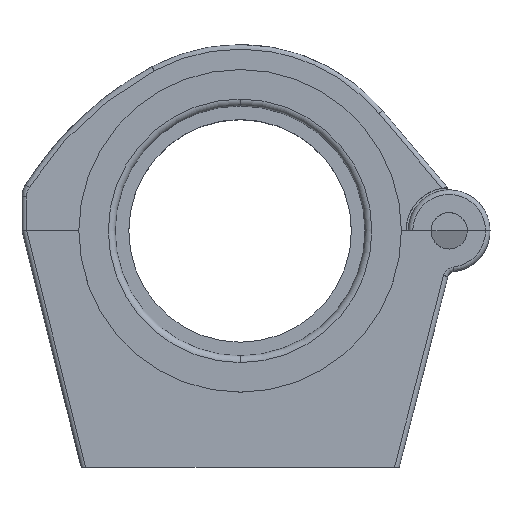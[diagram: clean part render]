
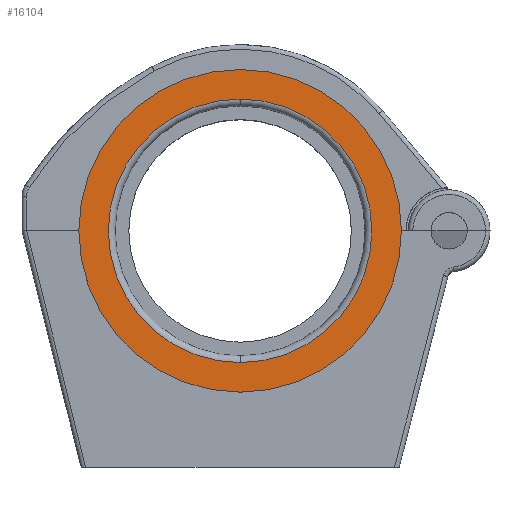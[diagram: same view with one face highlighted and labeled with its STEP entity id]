
A CAD part, top view. The second image highlights one B-rep face of the part: STEP entity #16104.
In plain terms, the highlighted planar face has unit normal (0, 0, 1).
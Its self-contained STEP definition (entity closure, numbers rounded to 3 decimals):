
#167 = CARTESIAN_POINT ( 'NONE',  ( 0., 16.5, 19.454 ) ) ;
#1475 = AXIS2_PLACEMENT_3D ( 'NONE', #33799, #7149, #27975 ) ;
#1820 = CARTESIAN_POINT ( 'NONE',  ( 0., 52., 19.454 ) ) ;
#3664 = CIRCLE ( 'NONE', #5002, 29. ) ;
#4035 = EDGE_LOOP ( 'NONE', ( #26074, #35497 ) ) ;
#4151 = PLANE ( 'NONE',  #1475 ) ;
#4791 = DIRECTION ( 'NONE',  ( 0., -1., 0. ) ) ;
#5002 = AXIS2_PLACEMENT_3D ( 'NONE', #17118, #37935, #20112 ) ;
#6542 = CIRCLE ( 'NONE', #26899, 35.5 ) ;
#7149 = DIRECTION ( 'NONE',  ( 0., 0., 1. ) ) ;
#7337 = AXIS2_PLACEMENT_3D ( 'NONE', #14924, #35748, #17931 ) ;
#7704 = EDGE_CURVE ( 'NONE', #29177, #22812, #13327, .T. ) ;
#9001 = CARTESIAN_POINT ( 'NONE',  ( 0., 81., 19.454 ) ) ;
#10989 = CARTESIAN_POINT ( 'NONE',  ( 0., 52., 19.454 ) ) ;
#12085 = CARTESIAN_POINT ( 'NONE',  ( 0., 23., 19.454 ) ) ;
#12817 = EDGE_LOOP ( 'NONE', ( #29734, #35954 ) ) ;
#13327 = CIRCLE ( 'NONE', #7337, 29. ) ;
#13988 = DIRECTION ( 'NONE',  ( 0., -1., 0. ) ) ;
#14924 = CARTESIAN_POINT ( 'NONE',  ( 0., 52., 19.454 ) ) ;
#16104 = ADVANCED_FACE ( 'NONE', ( #35504, #27587 ), #4151, .T. ) ;
#16940 = VERTEX_POINT ( 'NONE', #36193 ) ;
#17118 = CARTESIAN_POINT ( 'NONE',  ( 0., 52., 19.454 ) ) ;
#17931 = DIRECTION ( 'NONE',  ( 0., -1., 0. ) ) ;
#18162 = AXIS2_PLACEMENT_3D ( 'NONE', #10989, #31798, #13988 ) ;
#19422 = EDGE_CURVE ( 'NONE', #16940, #34906, #6542, .T. ) ;
#19922 = EDGE_CURVE ( 'NONE', #34906, #16940, #28870, .T. ) ;
#20112 = DIRECTION ( 'NONE',  ( 0., -1., 0. ) ) ;
#22653 = DIRECTION ( 'NONE',  ( 0., 0., 1. ) ) ;
#22812 = VERTEX_POINT ( 'NONE', #9001 ) ;
#23677 = EDGE_CURVE ( 'NONE', #22812, #29177, #3664, .T. ) ;
#26074 = ORIENTED_EDGE ( 'NONE', *, *, #19922, .T. ) ;
#26899 = AXIS2_PLACEMENT_3D ( 'NONE', #1820, #22653, #4791 ) ;
#27587 = FACE_BOUND ( 'NONE', #12817, .T. ) ;
#27975 = DIRECTION ( 'NONE',  ( 0., -1., 0. ) ) ;
#28870 = CIRCLE ( 'NONE', #18162, 35.5 ) ;
#29177 = VERTEX_POINT ( 'NONE', #12085 ) ;
#29734 = ORIENTED_EDGE ( 'NONE', *, *, #7704, .F. ) ;
#31798 = DIRECTION ( 'NONE',  ( 0., 0., 1. ) ) ;
#33799 = CARTESIAN_POINT ( 'NONE',  ( 29., 52., 19.454 ) ) ;
#34906 = VERTEX_POINT ( 'NONE', #167 ) ;
#35497 = ORIENTED_EDGE ( 'NONE', *, *, #19422, .T. ) ;
#35504 = FACE_OUTER_BOUND ( 'NONE', #4035, .T. ) ;
#35748 = DIRECTION ( 'NONE',  ( 0., 0., 1. ) ) ;
#35954 = ORIENTED_EDGE ( 'NONE', *, *, #23677, .F. ) ;
#36193 = CARTESIAN_POINT ( 'NONE',  ( 0., 87.5, 19.454 ) ) ;
#37935 = DIRECTION ( 'NONE',  ( 0., 0., 1. ) ) ;
